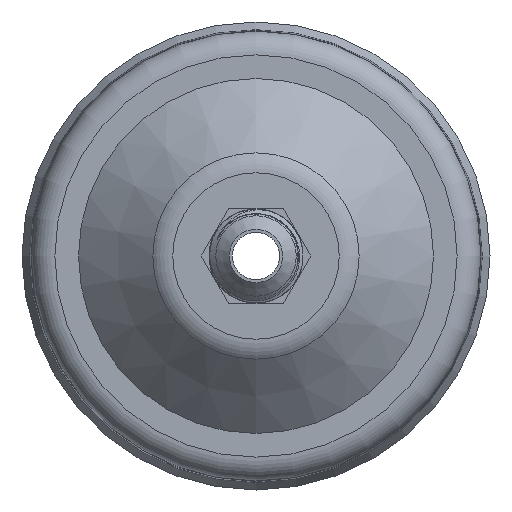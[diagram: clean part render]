
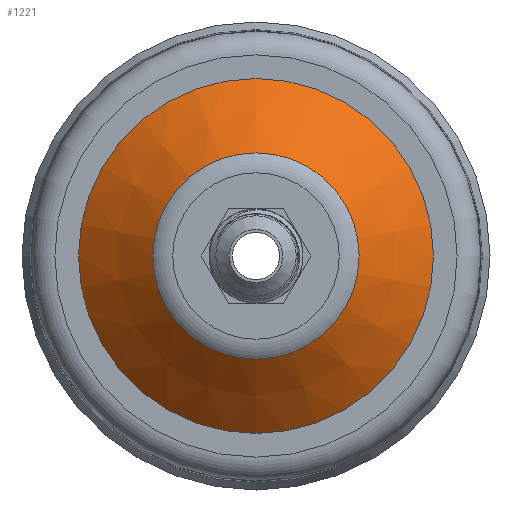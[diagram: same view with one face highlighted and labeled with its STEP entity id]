
A CAD part, left-side view. The second image highlights one B-rep face of the part: STEP entity #1221.
In plain terms, the highlighted conical face has half-angle 47.629 degrees and reference radius 30 mm.
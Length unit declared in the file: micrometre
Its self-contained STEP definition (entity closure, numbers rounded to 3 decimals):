
#109=FACE_OUTER_BOUND('',#177,.T.);
#177=EDGE_LOOP('',(#948,#949,#950,#951,#952,#953));
#308=CIRCLE('',#1355,30000.);
#309=CIRCLE('',#1356,30000.);
#310=CIRCLE('',#1357,17431.726);
#311=CIRCLE('',#1358,17431.726);
#360=LINE('',#2791,#438);
#438=VECTOR('',#1594,30000.);
#564=VERTEX_POINT('',#2786);
#565=VERTEX_POINT('',#2787);
#566=VERTEX_POINT('',#2790);
#567=VERTEX_POINT('',#2792);
#718=EDGE_CURVE('',#564,#565,#308,.T.);
#719=EDGE_CURVE('',#565,#564,#309,.T.);
#720=EDGE_CURVE('',#565,#566,#360,.T.);
#721=EDGE_CURVE('',#566,#567,#310,.T.);
#722=EDGE_CURVE('',#567,#566,#311,.T.);
#948=ORIENTED_EDGE('',*,*,#718,.F.);
#949=ORIENTED_EDGE('',*,*,#719,.F.);
#950=ORIENTED_EDGE('',*,*,#720,.T.);
#951=ORIENTED_EDGE('',*,*,#721,.T.);
#952=ORIENTED_EDGE('',*,*,#722,.T.);
#953=ORIENTED_EDGE('',*,*,#720,.F.);
#1186=CONICAL_SURFACE('',#1354,30000.,0.831);
#1221=ADVANCED_FACE('',(#109),#1186,.T.);
#1354=AXIS2_PLACEMENT_3D('',#2785,#1588,#1589);
#1355=AXIS2_PLACEMENT_3D('',#2788,#1590,#1591);
#1356=AXIS2_PLACEMENT_3D('',#2789,#1592,#1593);
#1357=AXIS2_PLACEMENT_3D('',#2793,#1595,#1596);
#1358=AXIS2_PLACEMENT_3D('',#2794,#1597,#1598);
#1588=DIRECTION('center_axis',(1.,0.,0.));
#1589=DIRECTION('ref_axis',(0.,0.,-1.));
#1590=DIRECTION('center_axis',(1.,0.,0.));
#1591=DIRECTION('ref_axis',(0.,0.,-1.));
#1592=DIRECTION('center_axis',(1.,0.,0.));
#1593=DIRECTION('ref_axis',(0.,0.,-1.));
#1594=DIRECTION('',(-0.674,0.,-0.739));
#1595=DIRECTION('center_axis',(1.,0.,0.));
#1596=DIRECTION('ref_axis',(0.,0.,-1.));
#1597=DIRECTION('center_axis',(1.,0.,0.));
#1598=DIRECTION('ref_axis',(0.,0.,-1.));
#2785=CARTESIAN_POINT('Origin',(-39729.244,0.,0.));
#2786=CARTESIAN_POINT('',(-39729.244,0.,-30000.));
#2787=CARTESIAN_POINT('',(-39729.244,0.,30000.));
#2788=CARTESIAN_POINT('Origin',(-39729.244,0.,0.));
#2789=CARTESIAN_POINT('Origin',(-39729.244,0.,0.));
#2790=CARTESIAN_POINT('',(-51193.984,0.,17431.726));
#2791=CARTESIAN_POINT('',(-39729.244,0.,30000.));
#2792=CARTESIAN_POINT('',(-51193.984,0.,-17431.726));
#2793=CARTESIAN_POINT('Origin',(-51193.984,0.,0.));
#2794=CARTESIAN_POINT('Origin',(-51193.984,0.,0.));
